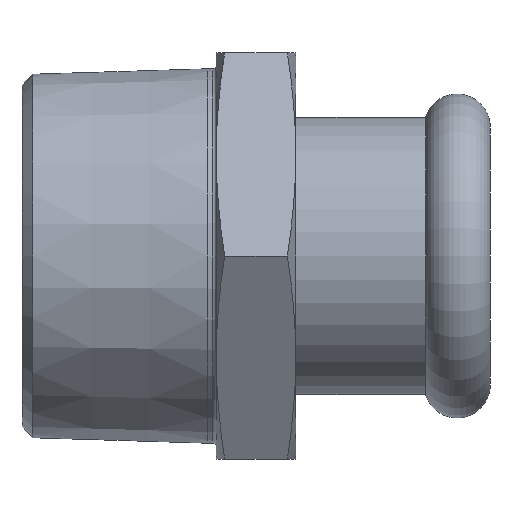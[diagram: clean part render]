
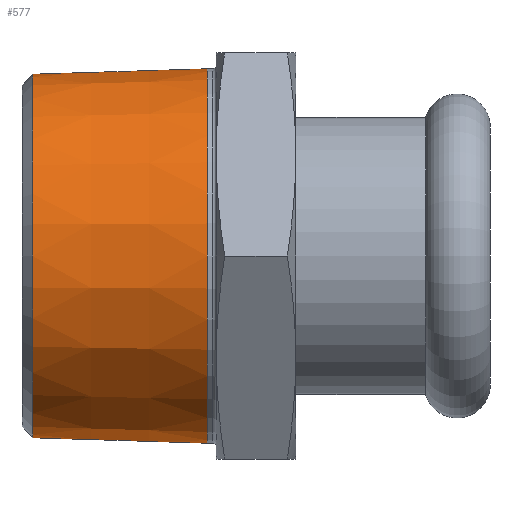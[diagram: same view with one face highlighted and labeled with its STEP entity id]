
A CAD part, left-side view. The second image highlights one B-rep face of the part: STEP entity #577.
In plain terms, the highlighted conical face has half-angle 1.78 degrees and reference radius 20.874 mm.
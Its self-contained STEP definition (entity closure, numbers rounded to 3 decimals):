
#56=CONICAL_SURFACE('',#659,20.874,0.031);
#75=LINE('',#970,#91);
#91=VECTOR('',#791,20.874);
#117=FACE_OUTER_BOUND('',#156,.T.);
#156=EDGE_LOOP('',(#432,#433,#434,#435,#436,#437));
#208=CIRCLE('',#657,20.585);
#209=CIRCLE('',#658,20.585);
#210=CIRCLE('',#660,21.2);
#211=CIRCLE('',#661,21.2);
#256=VERTEX_POINT('',#963);
#257=VERTEX_POINT('',#965);
#258=VERTEX_POINT('',#969);
#259=VERTEX_POINT('',#971);
#321=EDGE_CURVE('',#256,#257,#208,.T.);
#322=EDGE_CURVE('',#257,#256,#209,.T.);
#323=EDGE_CURVE('',#257,#258,#75,.T.);
#324=EDGE_CURVE('',#258,#259,#210,.T.);
#325=EDGE_CURVE('',#259,#258,#211,.T.);
#432=ORIENTED_EDGE('',*,*,#321,.F.);
#433=ORIENTED_EDGE('',*,*,#322,.F.);
#434=ORIENTED_EDGE('',*,*,#323,.T.);
#435=ORIENTED_EDGE('',*,*,#324,.T.);
#436=ORIENTED_EDGE('',*,*,#325,.T.);
#437=ORIENTED_EDGE('',*,*,#323,.F.);
#577=ADVANCED_FACE('',(#117),#56,.T.);
#657=AXIS2_PLACEMENT_3D('',#966,#785,#786);
#658=AXIS2_PLACEMENT_3D('',#967,#787,#788);
#659=AXIS2_PLACEMENT_3D('',#968,#789,#790);
#660=AXIS2_PLACEMENT_3D('',#972,#792,#793);
#661=AXIS2_PLACEMENT_3D('',#973,#794,#795);
#785=DIRECTION('center_axis',(0.,1.,0.));
#786=DIRECTION('ref_axis',(0.,0.,-1.));
#787=DIRECTION('center_axis',(0.,1.,0.));
#788=DIRECTION('ref_axis',(0.,0.,-1.));
#789=DIRECTION('center_axis',(0.,-1.,0.));
#790=DIRECTION('ref_axis',(0.,0.,1.));
#791=DIRECTION('',(0.,-1.,-0.031));
#792=DIRECTION('center_axis',(0.,1.,0.));
#793=DIRECTION('ref_axis',(0.,0.,1.));
#794=DIRECTION('center_axis',(0.,1.,0.));
#795=DIRECTION('ref_axis',(0.,0.,1.));
#963=CARTESIAN_POINT('',(0.,51.801,20.585));
#965=CARTESIAN_POINT('',(0.,51.801,-20.585));
#966=CARTESIAN_POINT('Origin',(0.,51.801,0.));
#967=CARTESIAN_POINT('Origin',(0.,51.801,0.));
#968=CARTESIAN_POINT('Origin',(0.,42.5,0.));
#969=CARTESIAN_POINT('',(0.,32.,-21.2));
#970=CARTESIAN_POINT('',(0.,42.5,-20.874));
#971=CARTESIAN_POINT('',(0.,32.,21.2));
#972=CARTESIAN_POINT('Origin',(0.,32.,0.));
#973=CARTESIAN_POINT('Origin',(0.,32.,0.));
